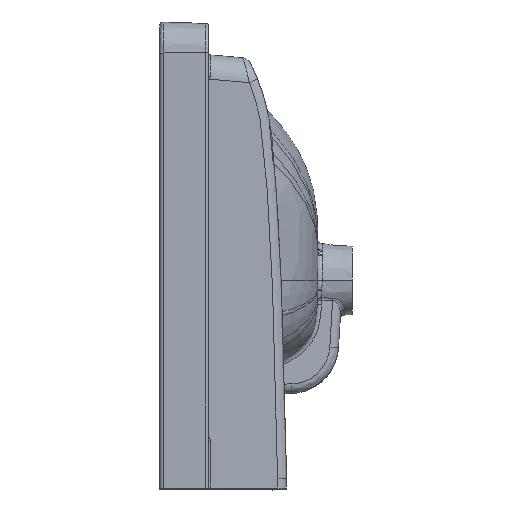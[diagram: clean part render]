
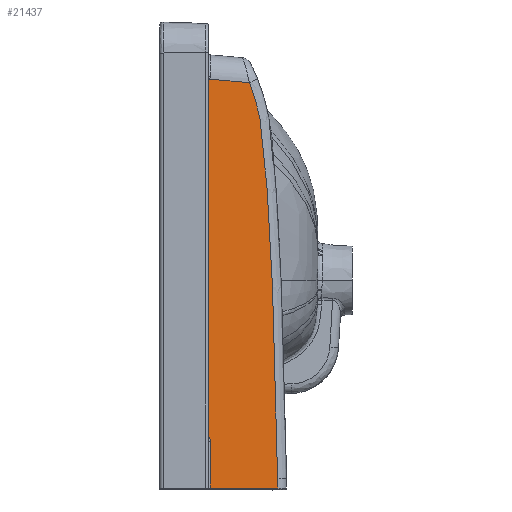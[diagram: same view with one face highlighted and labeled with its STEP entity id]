
A CAD part, left-side view. The second image highlights one B-rep face of the part: STEP entity #21437.
In plain terms, the highlighted planar face has unit normal (-0.996, -0.087, 0).
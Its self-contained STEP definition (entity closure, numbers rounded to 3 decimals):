
#5509=CARTESIAN_POINT('',(-212.578,-92.014,
202.673));
#5540=DIRECTION('',(-0.087,0.996,0.));
#5541=VECTOR('',#5540,69.31);
#5542=CARTESIAN_POINT('',(-210.054,-120.872,-213.));
#5543=LINE('',#5542,#5541);
#5544=DIRECTION('',(0.,0.,-1.));
#5545=VECTOR('',#5544,47.799);
#5546=CARTESIAN_POINT('',(-216.094,-51.826,
-165.201));
#5547=LINE('',#5546,#5545);
#5548=CARTESIAN_POINT('',(-216.259,-49.941,
-160.418));
#5549=CARTESIAN_POINT('',(-216.223,-50.349,
-160.856));
#5550=CARTESIAN_POINT('',(-216.164,-51.029,
-161.801));
#5551=CARTESIAN_POINT('',(-216.107,-51.679,
-163.454));
#5552=CARTESIAN_POINT('',(-216.094,-51.826,
-164.604));
#5553=CARTESIAN_POINT('',(-216.094,-51.826,
-165.201));
#5555=CARTESIAN_POINT('',(-216.353,-48.866,
-157.688));
#5556=CARTESIAN_POINT('',(-216.353,-48.866,
-157.829));
#5557=CARTESIAN_POINT('',(-216.352,-48.881,
-158.109));
#5558=CARTESIAN_POINT('',(-216.346,-48.944,
-158.51));
#5559=CARTESIAN_POINT('',(-216.337,-49.05,
-158.913));
#5560=CARTESIAN_POINT('',(-216.324,-49.201,
-159.31));
#5561=CARTESIAN_POINT('',(-216.307,-49.397,
-159.697));
#5562=CARTESIAN_POINT('',(-216.285,-49.641,
-160.07));
#5563=CARTESIAN_POINT('',(-216.268,-49.835,
-160.305));
#5564=CARTESIAN_POINT('',(-216.259,-49.941,
-160.418));
#5566=DIRECTION('',(0.,0.,-1.));
#5567=VECTOR('',#5566,359.509);
#5568=CARTESIAN_POINT('',(-216.353,-48.866,
201.821));
#5569=LINE('',#5568,#5567);
#5570=CARTESIAN_POINT('',(-216.259,-49.941,
204.551));
#5571=CARTESIAN_POINT('',(-216.267,-49.846,
204.45));
#5572=CARTESIAN_POINT('',(-216.283,-49.669,
204.239));
#5573=CARTESIAN_POINT('',(-216.303,-49.442,
203.904));
#5574=CARTESIAN_POINT('',(-216.32,-49.244,
203.536));
#5575=CARTESIAN_POINT('',(-216.334,-49.082,
203.143));
#5576=CARTESIAN_POINT('',(-216.345,-48.961,
202.724));
#5577=CARTESIAN_POINT('',(-216.352,-48.884,
202.283));
#5578=CARTESIAN_POINT('',(-216.353,-48.866,
201.977));
#5579=CARTESIAN_POINT('',(-216.353,-48.866,
201.821));
#5581=CARTESIAN_POINT('',(-216.157,-51.111,
206.252));
#5582=CARTESIAN_POINT('',(-216.17,-50.957,
205.937));
#5583=CARTESIAN_POINT('',(-216.201,-50.606,
205.339));
#5584=CARTESIAN_POINT('',(-216.239,-50.176,
204.803));
#5585=CARTESIAN_POINT('',(-216.259,-49.941,
204.551));
#5587=DIRECTION('',(-0.087,0.992,0.087));
#5588=VECTOR('',#5587,41.215);
#5589=CARTESIAN_POINT('',(-212.578,-92.014,
202.673));
#5590=LINE('',#5589,#5588);
#5591=CARTESIAN_POINT('',(-210.054,-120.872,-203.));
#5592=CARTESIAN_POINT('',(-210.054,-120.872,
-197.884));
#5593=CARTESIAN_POINT('',(-210.06,-120.798,
-187.955));
#5594=CARTESIAN_POINT('',(-210.082,-120.545,
-174.084));
#5595=CARTESIAN_POINT('',(-210.112,-120.204,
-160.887));
#5596=CARTESIAN_POINT('',(-210.147,-119.807,
-148.154));
#5597=CARTESIAN_POINT('',(-210.184,-119.381,
-135.644));
#5598=CARTESIAN_POINT('',(-210.222,-118.941,
-123.091));
#5599=CARTESIAN_POINT('',(-210.26,-118.512,
-110.452));
#5600=CARTESIAN_POINT('',(-210.294,-118.126,
-97.766));
#5601=CARTESIAN_POINT('',(-210.324,-117.785,
-85.1));
#5602=CARTESIAN_POINT('',(-210.351,-117.472,
-72.553));
#5603=CARTESIAN_POINT('',(-210.378,-117.167,
-59.855));
#5604=CARTESIAN_POINT('',(-210.406,-116.848,
-46.716));
#5605=CARTESIAN_POINT('',(-210.436,-116.498,
-33.256));
#5606=CARTESIAN_POINT('',(-210.471,-116.101,
-19.597));
#5607=CARTESIAN_POINT('',(-210.511,-115.639,
-5.865));
#5608=CARTESIAN_POINT('',(-210.559,-115.095,
7.809));
#5609=CARTESIAN_POINT('',(-210.613,-114.479,
21.288));
#5610=CARTESIAN_POINT('',(-210.671,-113.81,
34.43));
#5611=CARTESIAN_POINT('',(-210.732,-113.112,
47.05));
#5612=CARTESIAN_POINT('',(-210.797,-112.375,
59.527));
#5613=CARTESIAN_POINT('',(-210.867,-111.575,
72.33));
#5614=CARTESIAN_POINT('',(-210.939,-110.755,
84.878));
#5615=CARTESIAN_POINT('',(-211.008,-109.963,
96.597));
#5616=CARTESIAN_POINT('',(-211.076,-109.189,
107.791));
#5617=CARTESIAN_POINT('',(-211.143,-108.413,
118.839));
#5618=CARTESIAN_POINT('',(-211.221,-107.525,
130.176));
#5619=CARTESIAN_POINT('',(-211.323,-106.356,
142.277));
#5620=CARTESIAN_POINT('',(-211.463,-104.761,
154.794));
#5621=CARTESIAN_POINT('',(-211.648,-102.643,
167.189));
#5622=CARTESIAN_POINT('',(-211.885,-99.936,
179.058));
#5623=CARTESIAN_POINT('',(-212.168,-96.701,
190.227));
#5624=CARTESIAN_POINT('',(-212.428,-93.726,
198.477));
#5625=CARTESIAN_POINT('',(-212.578,-92.014,
202.673));
#5627=DIRECTION('',(0.,0.,1.));
#5628=VECTOR('',#5627,10.);
#5629=CARTESIAN_POINT('',(-210.054,-120.872,-213.));
#5630=LINE('',#5629,#5628);
#8294=VERTEX_POINT('',#5548);
#8295=VERTEX_POINT('',#5553);
#8297=VERTEX_POINT('',#5555);
#8300=CARTESIAN_POINT('',(-216.353,-48.866,
201.821));
#8301=VERTEX_POINT('',#8300);
#8303=VERTEX_POINT('',#5570);
#8305=VERTEX_POINT('',#5581);
#8341=VERTEX_POINT('',#5509);
#8343=VERTEX_POINT('',#5591);
#8346=CARTESIAN_POINT('',(-210.054,-120.872,-213.));
#8347=VERTEX_POINT('',#8346);
#8350=CARTESIAN_POINT('',(-216.094,-51.826,-213.));
#8351=VERTEX_POINT('',#8350);
#21412=CARTESIAN_POINT('',(-216.254,-50.,244.322));
#21413=DIRECTION('',(-0.996,-0.087,0.));
#21414=DIRECTION('',(0.,0.,-1.));
#21415=AXIS2_PLACEMENT_3D('',#21412,#21413,#21414);
#21416=PLANE('',#21415);
#21417=ORIENTED_EDGE('',*,*,#13642,.T.);
#21419=ORIENTED_EDGE('',*,*,#21418,.F.);
#21421=ORIENTED_EDGE('',*,*,#21420,.F.);
#21423=ORIENTED_EDGE('',*,*,#21422,.F.);
#21425=ORIENTED_EDGE('',*,*,#21424,.F.);
#21427=ORIENTED_EDGE('',*,*,#21426,.F.);
#21429=ORIENTED_EDGE('',*,*,#21428,.F.);
#21430=ORIENTED_EDGE('',*,*,#21402,.F.);
#21432=ORIENTED_EDGE('',*,*,#21431,.F.);
#21434=ORIENTED_EDGE('',*,*,#21433,.F.);
#21435=EDGE_LOOP('',(#21417,#21419,#21421,#21423,#21425,#21427,#21429,#21430,
#21432,#21434));
#21436=FACE_OUTER_BOUND('',#21435,.F.);
#5554=B_SPLINE_CURVE_WITH_KNOTS('',3,(#5548,#5549,#5550,#5551,#5552,#5553),
.UNSPECIFIED.,.F.,.F.,(4,1,1,4),(0.,0.333,0.667,1.),
.UNSPECIFIED.);
#5565=B_SPLINE_CURVE_WITH_KNOTS('',3,(#5555,#5556,#5557,#5558,#5559,#5560,#5561,
#5562,#5563,#5564),.UNSPECIFIED.,.F.,.F.,(4,1,1,1,1,1,1,4),(0.,
0.143,0.286,0.429,0.571,
0.714,0.857,1.),.UNSPECIFIED.);
#5580=B_SPLINE_CURVE_WITH_KNOTS('',3,(#5570,#5571,#5572,#5573,#5574,#5575,#5576,
#5577,#5578,#5579),.UNSPECIFIED.,.F.,.F.,(4,1,1,1,1,1,1,4),(0.,
0.143,0.286,0.429,0.571,
0.714,0.857,1.),.UNSPECIFIED.);
#5586=B_SPLINE_CURVE_WITH_KNOTS('',3,(#5581,#5582,#5583,#5584,#5585),
.UNSPECIFIED.,.F.,.F.,(4,1,4),(0.,0.5,1.),.UNSPECIFIED.);
#5626=B_SPLINE_CURVE_WITH_KNOTS('',3,(#5591,#5592,#5593,#5594,#5595,#5596,#5597,
#5598,#5599,#5600,#5601,#5602,#5603,#5604,#5605,#5606,#5607,#5608,#5609,#5610,
#5611,#5612,#5613,#5614,#5615,#5616,#5617,#5618,#5619,#5620,#5621,#5622,#5623,
#5624,#5625),.UNSPECIFIED.,.F.,.F.,(4,1,1,1,1,1,1,1,1,1,1,1,1,1,1,1,1,1,1,1,1,1,
1,1,1,1,1,1,1,1,1,1,4),(0.,0.031,0.063,0.094,0.125,0.156,
0.188,0.219,0.25,0.281,0.313,0.344,0.375,0.406,
0.438,0.469,0.5,0.531,0.563,0.594,0.625,0.656,
0.688,0.719,0.75,0.781,0.813,0.844,0.875,0.906,
0.938,0.969,1.),.UNSPECIFIED.);
#13642=EDGE_CURVE('',#8347,#8351,#5543,.T.);
#21402=EDGE_CURVE('',#8341,#8305,#5590,.T.);
#21418=EDGE_CURVE('',#8295,#8351,#5547,.T.);
#21420=EDGE_CURVE('',#8294,#8295,#5554,.T.);
#21422=EDGE_CURVE('',#8297,#8294,#5565,.T.);
#21424=EDGE_CURVE('',#8301,#8297,#5569,.T.);
#21426=EDGE_CURVE('',#8303,#8301,#5580,.T.);
#21428=EDGE_CURVE('',#8305,#8303,#5586,.T.);
#21431=EDGE_CURVE('',#8343,#8341,#5626,.T.);
#21433=EDGE_CURVE('',#8347,#8343,#5630,.T.);
#21437=ADVANCED_FACE('',(#21436),#21416,.T.);
